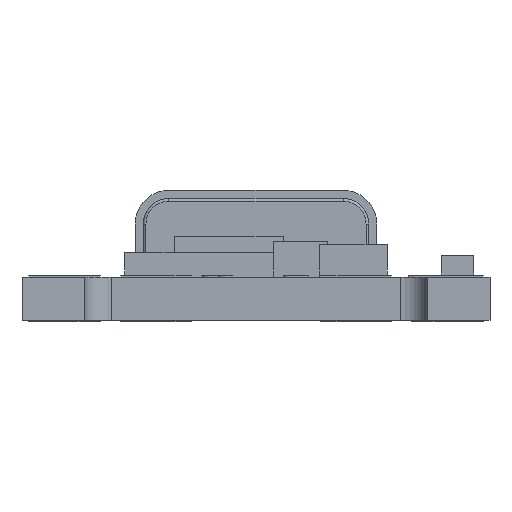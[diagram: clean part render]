
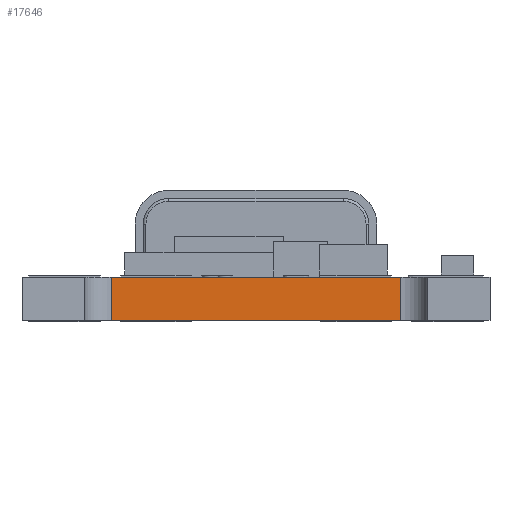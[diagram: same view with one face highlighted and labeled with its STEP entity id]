
A CAD part, front view. The second image highlights one B-rep face of the part: STEP entity #17646.
In plain terms, the highlighted planar face has unit normal (0, -1, 0).
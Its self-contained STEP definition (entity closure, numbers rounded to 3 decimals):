
#1608=FACE_OUTER_BOUND('',#2653,.T.);
#2653=EDGE_LOOP('',(#13864,#13865,#13866,#13867));
#3459=LINE('',#24351,#5399);
#3563=LINE('',#24757,#5503);
#4390=LINE('',#28233,#6330);
#4391=LINE('',#28235,#6331);
#5399=VECTOR('',#19862,10.7);
#5503=VECTOR('',#20074,10.7);
#6330=VECTOR('',#21707,1.6);
#6331=VECTOR('',#21710,1.6);
#7340=VERTEX_POINT('',#24348);
#7341=VERTEX_POINT('',#24350);
#7492=VERTEX_POINT('',#24754);
#7493=VERTEX_POINT('',#24756);
#9000=EDGE_CURVE('',#7340,#7341,#3459,.T.);
#9160=EDGE_CURVE('',#7493,#7492,#3563,.T.);
#10258=EDGE_CURVE('',#7493,#7340,#4390,.T.);
#10259=EDGE_CURVE('',#7492,#7341,#4391,.T.);
#13864=ORIENTED_EDGE('',*,*,#10258,.F.);
#13865=ORIENTED_EDGE('',*,*,#9160,.T.);
#13866=ORIENTED_EDGE('',*,*,#10259,.T.);
#13867=ORIENTED_EDGE('',*,*,#9000,.F.);
#16847=PLANE('',#19037);
#17646=ADVANCED_FACE('',(#1608),#16847,.F.);
#19037=AXIS2_PLACEMENT_3D('',#28234,#21708,#21709);
#19862=DIRECTION('',(-1.,0.,0.));
#20074=DIRECTION('',(-1.,0.,0.));
#21707=DIRECTION('',(0.,0.,-1.));
#21708=DIRECTION('center_axis',(0.,1.,0.));
#21709=DIRECTION('ref_axis',(-1.,0.,0.));
#21710=DIRECTION('',(0.,0.,-1.));
#24348=CARTESIAN_POINT('',(5.35,-12.2,-0.8));
#24350=CARTESIAN_POINT('',(-5.35,-12.2,-0.8));
#24351=CARTESIAN_POINT('',(5.35,-12.2,-0.8));
#24754=CARTESIAN_POINT('',(-5.35,-12.2,0.8));
#24756=CARTESIAN_POINT('',(5.35,-12.2,0.8));
#24757=CARTESIAN_POINT('',(5.35,-12.2,0.8));
#28233=CARTESIAN_POINT('',(5.35,-12.2,0.8));
#28234=CARTESIAN_POINT('Origin',(6.35,-12.2,0.8));
#28235=CARTESIAN_POINT('',(-5.35,-12.2,0.8));
